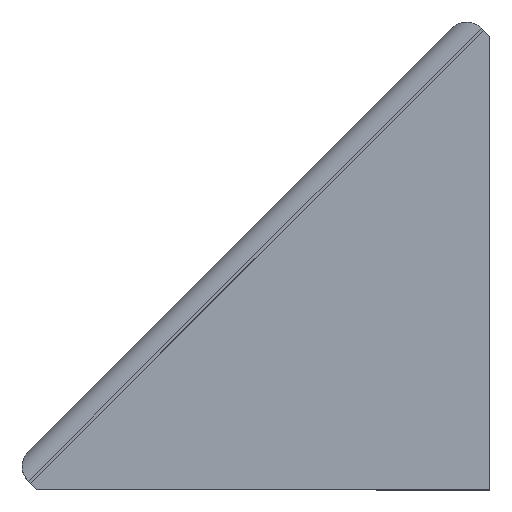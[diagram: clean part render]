
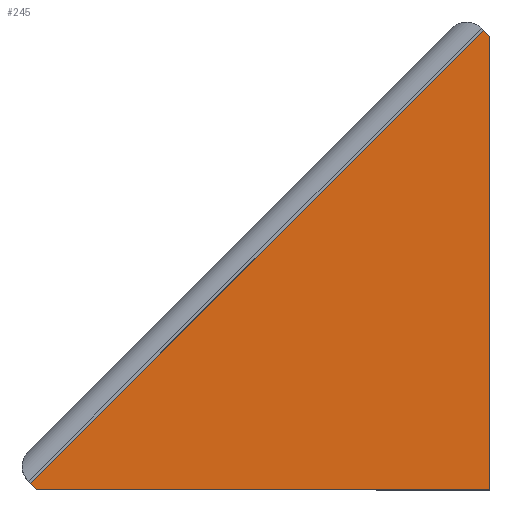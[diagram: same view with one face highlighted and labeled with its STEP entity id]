
A CAD part, top view. The second image highlights one B-rep face of the part: STEP entity #245.
In plain terms, the highlighted planar face has unit normal (0, 0, 1).
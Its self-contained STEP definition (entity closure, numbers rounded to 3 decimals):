
#18 = VECTOR ( 'NONE', #544, 1000. ) ;
#26 = EDGE_LOOP ( 'NONE', ( #81, #602, #594, #284, #255 ) ) ;
#42 = CARTESIAN_POINT ( 'NONE',  ( -76.035, -73.942, 38. ) ) ;
#64 = FACE_OUTER_BOUND ( 'NONE', #26, .T. ) ;
#67 = CARTESIAN_POINT ( 'NONE',  ( -1.047, 1.047, 38. ) ) ;
#79 = CARTESIAN_POINT ( 'NONE',  ( 0., -74.953, 38. ) ) ;
#81 = ORIENTED_EDGE ( 'NONE', *, *, #442, .F. ) ;
#92 = LINE ( 'NONE', #152, #175 ) ;
#102 = EDGE_CURVE ( 'NONE', #490, #177, #108, .T. ) ;
#108 = LINE ( 'NONE', #205, #18 ) ;
#145 = CARTESIAN_POINT ( 'NONE',  ( 0., 0.071, 38. ) ) ;
#146 = VERTEX_POINT ( 'NONE', #202 ) ;
#152 = CARTESIAN_POINT ( 'NONE',  ( -1.011, 1.082, 38. ) ) ;
#163 = CARTESIAN_POINT ( 'NONE',  ( -75.024, -74.953, 38. ) ) ;
#175 = VECTOR ( 'NONE', #378, 1000. ) ;
#177 = VERTEX_POINT ( 'NONE', #163 ) ;
#183 = EDGE_CURVE ( 'NONE', #146, #545, #600, .T. ) ;
#202 = CARTESIAN_POINT ( 'NONE',  ( -1.011, 1.082, 38. ) ) ;
#205 = CARTESIAN_POINT ( 'NONE',  ( 0., -74.953, 38. ) ) ;
#228 = VECTOR ( 'NONE', #373, 1000. ) ;
#245 = ADVANCED_FACE ( 'NONE', ( #64 ), #455, .F. ) ;
#255 = ORIENTED_EDGE ( 'NONE', *, *, #183, .T. ) ;
#284 = ORIENTED_EDGE ( 'NONE', *, *, #574, .F. ) ;
#313 = VECTOR ( 'NONE', #615, 1000. ) ;
#372 = VECTOR ( 'NONE', #394, 1000. ) ;
#373 = DIRECTION ( 'NONE',  ( 0., -1., 0. ) ) ;
#378 = DIRECTION ( 'NONE',  ( 0.707, -0.707, 0. ) ) ;
#394 = DIRECTION ( 'NONE',  ( -0.707, -0.707, 0. ) ) ;
#423 = VERTEX_POINT ( 'NONE', #145 ) ;
#442 = EDGE_CURVE ( 'NONE', #177, #545, #502, .T. ) ;
#451 = DIRECTION ( 'NONE',  ( 0., 0., -1. ) ) ;
#454 = EDGE_CURVE ( 'NONE', #423, #490, #591, .T. ) ;
#455 = PLANE ( 'NONE',  #503 ) ;
#460 = DIRECTION ( 'NONE',  ( -1., 0., 0. ) ) ;
#471 = CARTESIAN_POINT ( 'NONE',  ( 0., -74.953, 38. ) ) ;
#478 = CARTESIAN_POINT ( 'NONE',  ( 0., -74.953, 38. ) ) ;
#490 = VERTEX_POINT ( 'NONE', #471 ) ;
#496 = CARTESIAN_POINT ( 'NONE',  ( -76.035, -73.942, 38. ) ) ;
#502 = LINE ( 'NONE', #42, #313 ) ;
#503 = AXIS2_PLACEMENT_3D ( 'NONE', #79, #451, #460 ) ;
#544 = DIRECTION ( 'NONE',  ( -1., 0., 0. ) ) ;
#545 = VERTEX_POINT ( 'NONE', #496 ) ;
#574 = EDGE_CURVE ( 'NONE', #146, #423, #92, .T. ) ;
#591 = LINE ( 'NONE', #478, #228 ) ;
#594 = ORIENTED_EDGE ( 'NONE', *, *, #454, .F. ) ;
#600 = LINE ( 'NONE', #67, #372 ) ;
#602 = ORIENTED_EDGE ( 'NONE', *, *, #102, .F. ) ;
#615 = DIRECTION ( 'NONE',  ( -0.707, 0.707, 0. ) ) ;
